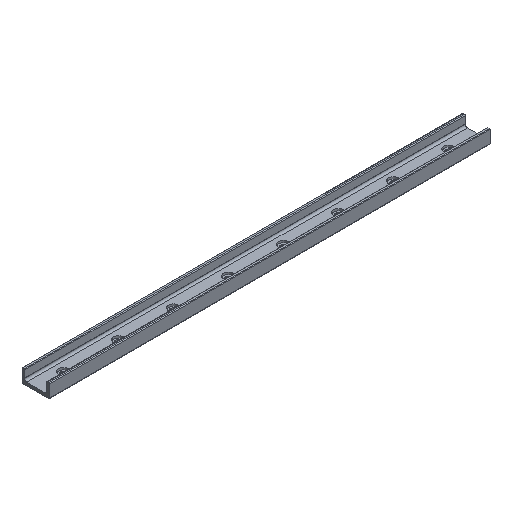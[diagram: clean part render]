
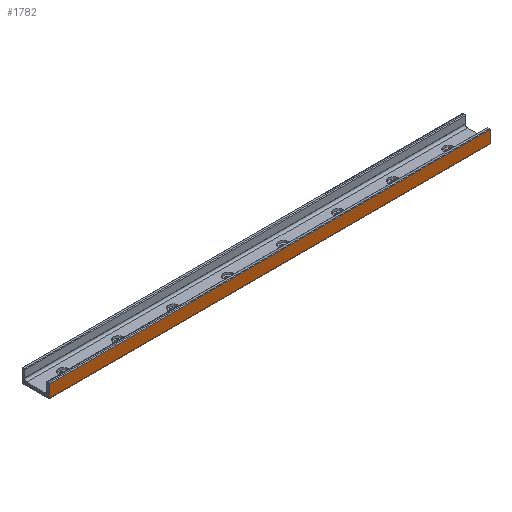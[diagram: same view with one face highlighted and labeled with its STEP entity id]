
A CAD part, isometric view. The second image highlights one B-rep face of the part: STEP entity #1782.
In plain terms, the highlighted planar face has unit normal (0, -1, 0).
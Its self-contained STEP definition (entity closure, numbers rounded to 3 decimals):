
#57 = ORIENTED_EDGE ( 'NONE', *, *, #731, .F. ) ;
#62 = DIRECTION ( 'NONE',  ( 1., 0., 0. ) ) ;
#91 = CARTESIAN_POINT ( 'NONE',  ( 0., -20.005, -8.879 ) ) ;
#191 = VECTOR ( 'NONE', #1177, 1000. ) ;
#297 = VERTEX_POINT ( 'NONE', #988 ) ;
#363 = EDGE_LOOP ( 'NONE', ( #1043, #57, #1549, #1857 ) ) ;
#367 = VERTEX_POINT ( 'NONE', #1509 ) ;
#501 = DIRECTION ( 'NONE',  ( 0., 1., 0. ) ) ;
#564 = LINE ( 'NONE', #1338, #191 ) ;
#643 = VECTOR ( 'NONE', #724, 1000. ) ;
#724 = DIRECTION ( 'NONE',  ( 0., 0., 1. ) ) ;
#731 = EDGE_CURVE ( 'NONE', #367, #1964, #844, .T. ) ;
#798 = EDGE_CURVE ( 'NONE', #297, #1964, #1809, .T. ) ;
#799 = CARTESIAN_POINT ( 'NONE',  ( 0., -20.005, 8.879 ) ) ;
#818 = PLANE ( 'NONE',  #1790 ) ;
#844 = LINE ( 'NONE', #1466, #1424 ) ;
#865 = VERTEX_POINT ( 'NONE', #91 ) ;
#896 = EDGE_CURVE ( 'NONE', #367, #865, #1111, .T. ) ;
#964 = FACE_OUTER_BOUND ( 'NONE', #363, .T. ) ;
#988 = CARTESIAN_POINT ( 'NONE',  ( 640., -20.005, -8.879 ) ) ;
#1043 = ORIENTED_EDGE ( 'NONE', *, *, #798, .T. ) ;
#1111 = LINE ( 'NONE', #799, #1785 ) ;
#1177 = DIRECTION ( 'NONE',  ( -1., 0., 0. ) ) ;
#1234 = DIRECTION ( 'NONE',  ( 0., 0., -1. ) ) ;
#1289 = DIRECTION ( 'NONE',  ( 0., 0., 1. ) ) ;
#1338 = CARTESIAN_POINT ( 'NONE',  ( 1520., -20.005, -8.879 ) ) ;
#1424 = VECTOR ( 'NONE', #62, 1000. ) ;
#1466 = CARTESIAN_POINT ( 'NONE',  ( 1520., -20.005, 8.879 ) ) ;
#1497 = CARTESIAN_POINT ( 'NONE',  ( 640., -20.005, 8.879 ) ) ;
#1509 = CARTESIAN_POINT ( 'NONE',  ( 0., -20.005, 8.879 ) ) ;
#1520 = EDGE_CURVE ( 'NONE', #297, #865, #564, .T. ) ;
#1549 = ORIENTED_EDGE ( 'NONE', *, *, #896, .T. ) ;
#1599 = CARTESIAN_POINT ( 'NONE',  ( 1520., -20.005, 8.879 ) ) ;
#1782 = ADVANCED_FACE ( 'NONE', ( #964 ), #818, .F. ) ;
#1785 = VECTOR ( 'NONE', #1234, 1000. ) ;
#1790 = AXIS2_PLACEMENT_3D ( 'NONE', #1599, #501, #1289 ) ;
#1809 = LINE ( 'NONE', #1848, #643 ) ;
#1848 = CARTESIAN_POINT ( 'NONE',  ( 640., -20.005, 8.879 ) ) ;
#1857 = ORIENTED_EDGE ( 'NONE', *, *, #1520, .F. ) ;
#1964 = VERTEX_POINT ( 'NONE', #1497 ) ;
